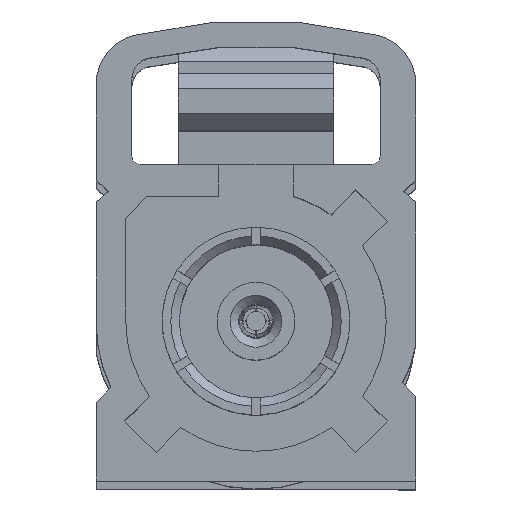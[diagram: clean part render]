
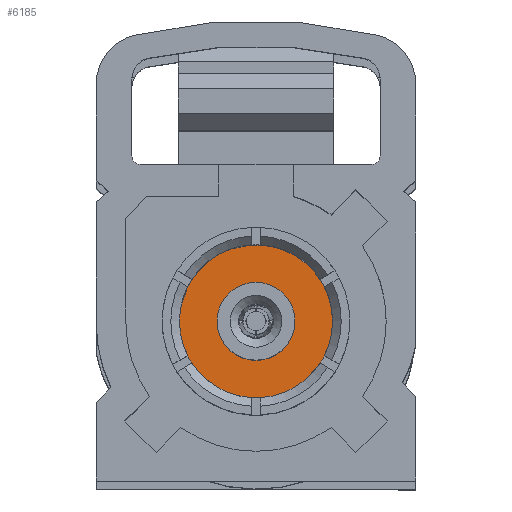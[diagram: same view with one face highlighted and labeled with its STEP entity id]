
A CAD part, top view. The second image highlights one B-rep face of the part: STEP entity #6185.
In plain terms, the highlighted planar face has unit normal (0, 0, 1).
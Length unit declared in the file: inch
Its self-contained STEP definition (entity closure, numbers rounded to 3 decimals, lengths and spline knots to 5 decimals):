
#419 = DIRECTION ( 'NONE',  ( 0., 0., 1. ) ) ;
#554 = AXIS2_PLACEMENT_3D ( 'NONE', #7318, #419, #6746 ) ;
#985 = PLANE ( 'NONE',  #554 ) ;
#1350 = AXIS2_PLACEMENT_3D ( 'NONE', #2030, #3809, #7068 ) ;
#1380 = DIRECTION ( 'NONE',  ( 0., 0., 1. ) ) ;
#1398 = ORIENTED_EDGE ( 'NONE', *, *, #5172, .T. ) ;
#1868 = ORIENTED_EDGE ( 'NONE', *, *, #7599, .F. ) ;
#1994 = CIRCLE ( 'NONE', #3014, 0.045 ) ;
#2030 = CARTESIAN_POINT ( 'NONE',  ( 0., 0., -0.28065 ) ) ;
#2631 = EDGE_LOOP ( 'NONE', ( #1398 ) ) ;
#2853 = VERTEX_POINT ( 'NONE', #6298 ) ;
#3014 = AXIS2_PLACEMENT_3D ( 'NONE', #5110, #1380, #5745 ) ;
#3607 = CARTESIAN_POINT ( 'NONE',  ( 0.08853, 0., -0.28065 ) ) ;
#3809 = DIRECTION ( 'NONE',  ( 0., 0., 1. ) ) ;
#3918 = VERTEX_POINT ( 'NONE', #3607 ) ;
#4985 = CIRCLE ( 'NONE', #1350, 0.08853 ) ;
#5110 = CARTESIAN_POINT ( 'NONE',  ( 0., 0., -0.28065 ) ) ;
#5172 = EDGE_CURVE ( 'NONE', #3918, #3918, #4985, .T. ) ;
#5745 = DIRECTION ( 'NONE',  ( 1., 0., 0. ) ) ;
#6185 = ADVANCED_FACE ( 'NONE', ( #7462, #7662 ), #985, .T. ) ;
#6298 = CARTESIAN_POINT ( 'NONE',  ( 0.045, 0., -0.28065 ) ) ;
#6746 = DIRECTION ( 'NONE',  ( 1., 0., 0. ) ) ;
#7068 = DIRECTION ( 'NONE',  ( 1., 0., 0. ) ) ;
#7318 = CARTESIAN_POINT ( 'NONE',  ( 0.04331, 0.18105, -0.28065 ) ) ;
#7462 = FACE_BOUND ( 'NONE', #7775, .T. ) ;
#7599 = EDGE_CURVE ( 'NONE', #2853, #2853, #1994, .T. ) ;
#7662 = FACE_OUTER_BOUND ( 'NONE', #2631, .T. ) ;
#7775 = EDGE_LOOP ( 'NONE', ( #1868 ) ) ;
